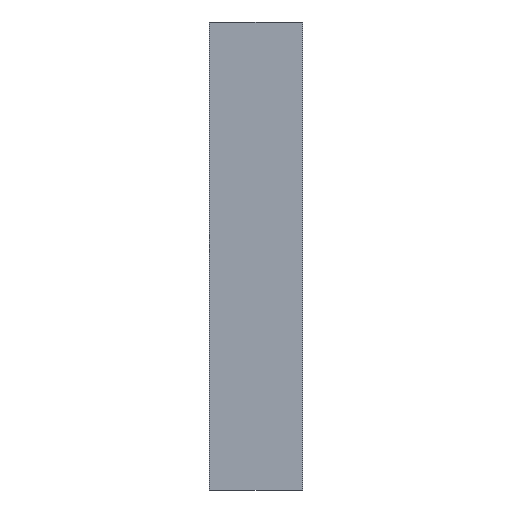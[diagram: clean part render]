
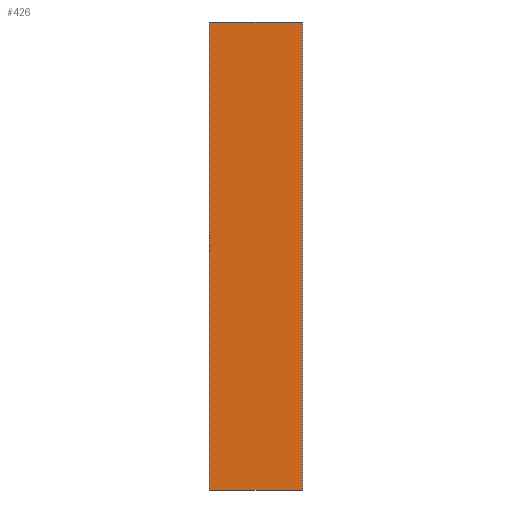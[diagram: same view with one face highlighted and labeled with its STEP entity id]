
A CAD part, front view. The second image highlights one B-rep face of the part: STEP entity #426.
In plain terms, the highlighted planar face has unit normal (0, -1, 0).
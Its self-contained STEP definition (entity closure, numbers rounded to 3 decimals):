
#31 = ORIENTED_EDGE ( 'NONE', *, *, #601, .T. ) ;
#74 = LINE ( 'NONE', #586, #887 ) ;
#90 = VERTEX_POINT ( 'NONE', #746 ) ;
#97 = ORIENTED_EDGE ( 'NONE', *, *, #703, .F. ) ;
#143 = DIRECTION ( 'NONE',  ( 0., 0., -1. ) ) ;
#153 = AXIS2_PLACEMENT_3D ( 'NONE', #642, #837, #385 ) ;
#190 = FACE_OUTER_BOUND ( 'NONE', #257, .T. ) ;
#225 = VERTEX_POINT ( 'NONE', #820 ) ;
#257 = EDGE_LOOP ( 'NONE', ( #31, #344, #97, #626 ) ) ;
#294 = PLANE ( 'NONE',  #153 ) ;
#303 = VECTOR ( 'NONE', #961, 1000. ) ;
#344 = ORIENTED_EDGE ( 'NONE', *, *, #786, .F. ) ;
#385 = DIRECTION ( 'NONE',  ( -1., 0., 0. ) ) ;
#421 = VERTEX_POINT ( 'NONE', #774 ) ;
#426 = ADVANCED_FACE ( 'NONE', ( #190 ), #294, .F. ) ;
#474 = CARTESIAN_POINT ( 'NONE',  ( -300., 0., -1500. ) ) ;
#586 = CARTESIAN_POINT ( 'NONE',  ( 297., 0., 1500. ) ) ;
#601 = EDGE_CURVE ( 'NONE', #90, #897, #873, .T. ) ;
#617 = CARTESIAN_POINT ( 'NONE',  ( -297., 0., 1500. ) ) ;
#626 = ORIENTED_EDGE ( 'NONE', *, *, #953, .T. ) ;
#642 = CARTESIAN_POINT ( 'NONE',  ( -300., 0., 1500. ) ) ;
#660 = VECTOR ( 'NONE', #880, 1000. ) ;
#663 = DIRECTION ( 'NONE',  ( 1., 0., 0. ) ) ;
#690 = VECTOR ( 'NONE', #663, 1000. ) ;
#703 = EDGE_CURVE ( 'NONE', #225, #421, #710, .T. ) ;
#710 = LINE ( 'NONE', #848, #690 ) ;
#746 = CARTESIAN_POINT ( 'NONE',  ( -297., 0., -1500. ) ) ;
#774 = CARTESIAN_POINT ( 'NONE',  ( 297., 0., 1500. ) ) ;
#786 = EDGE_CURVE ( 'NONE', #421, #897, #74, .T. ) ;
#807 = CARTESIAN_POINT ( 'NONE',  ( 297., 0., -1500. ) ) ;
#820 = CARTESIAN_POINT ( 'NONE',  ( -297., 0., 1500. ) ) ;
#837 = DIRECTION ( 'NONE',  ( 0., 1., 0. ) ) ;
#848 = CARTESIAN_POINT ( 'NONE',  ( -300., 0., 1500. ) ) ;
#873 = LINE ( 'NONE', #474, #303 ) ;
#880 = DIRECTION ( 'NONE',  ( 0., 0., -1. ) ) ;
#885 = LINE ( 'NONE', #617, #660 ) ;
#887 = VECTOR ( 'NONE', #143, 1000. ) ;
#897 = VERTEX_POINT ( 'NONE', #807 ) ;
#953 = EDGE_CURVE ( 'NONE', #225, #90, #885, .T. ) ;
#961 = DIRECTION ( 'NONE',  ( 1., 0., 0. ) ) ;
